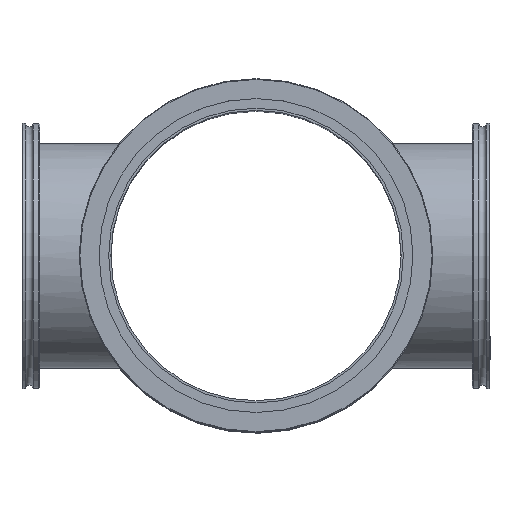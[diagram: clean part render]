
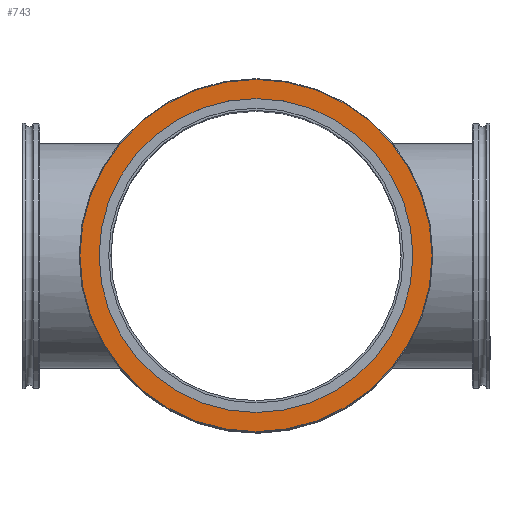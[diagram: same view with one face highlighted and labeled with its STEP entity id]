
A CAD part, top view. The second image highlights one B-rep face of the part: STEP entity #743.
In plain terms, the highlighted face is planar.
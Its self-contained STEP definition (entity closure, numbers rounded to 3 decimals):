
#64=PLANE('',#899);
#80=FACE_BOUND('',#213,.T.);
#103=CIRCLE('',#893,119.5);
#108=CIRCLE('',#900,106.5);
#109=CIRCLE('',#901,106.5);
#167=FACE_OUTER_BOUND('',#212,.T.);
#212=EDGE_LOOP('',(#569));
#213=EDGE_LOOP('',(#570,#571));
#341=VERTEX_POINT('',#1575);
#346=VERTEX_POINT('',#1589);
#347=VERTEX_POINT('',#1590);
#427=EDGE_CURVE('',#341,#341,#103,.T.);
#434=EDGE_CURVE('',#346,#347,#108,.T.);
#435=EDGE_CURVE('',#347,#346,#109,.T.);
#569=ORIENTED_EDGE('',*,*,#427,.F.);
#570=ORIENTED_EDGE('',*,*,#434,.F.);
#571=ORIENTED_EDGE('',*,*,#435,.F.);
#743=ADVANCED_FACE('',(#167,#80),#64,.T.);
#893=AXIS2_PLACEMENT_3D('',#1576,#1041,#1042);
#899=AXIS2_PLACEMENT_3D('',#1588,#1055,#1056);
#900=AXIS2_PLACEMENT_3D('',#1591,#1057,#1058);
#901=AXIS2_PLACEMENT_3D('',#1592,#1059,#1060);
#1041=DIRECTION('center_axis',(-1.,0.,0.));
#1042=DIRECTION('ref_axis',(0.,0.,-1.));
#1055=DIRECTION('center_axis',(1.,0.,0.));
#1056=DIRECTION('ref_axis',(0.,0.,-1.));
#1057=DIRECTION('center_axis',(1.,0.,0.));
#1058=DIRECTION('ref_axis',(0.,0.,-1.));
#1059=DIRECTION('center_axis',(1.,0.,0.));
#1060=DIRECTION('ref_axis',(0.,0.,-1.));
#1575=CARTESIAN_POINT('',(0.,0.,119.5));
#1576=CARTESIAN_POINT('Origin',(0.,0.,0.));
#1588=CARTESIAN_POINT('Origin',(0.,0.,106.5));
#1589=CARTESIAN_POINT('',(0.,0.,106.5));
#1590=CARTESIAN_POINT('',(0.,0.,-106.5));
#1591=CARTESIAN_POINT('Origin',(0.,0.,0.));
#1592=CARTESIAN_POINT('Origin',(0.,0.,0.));
